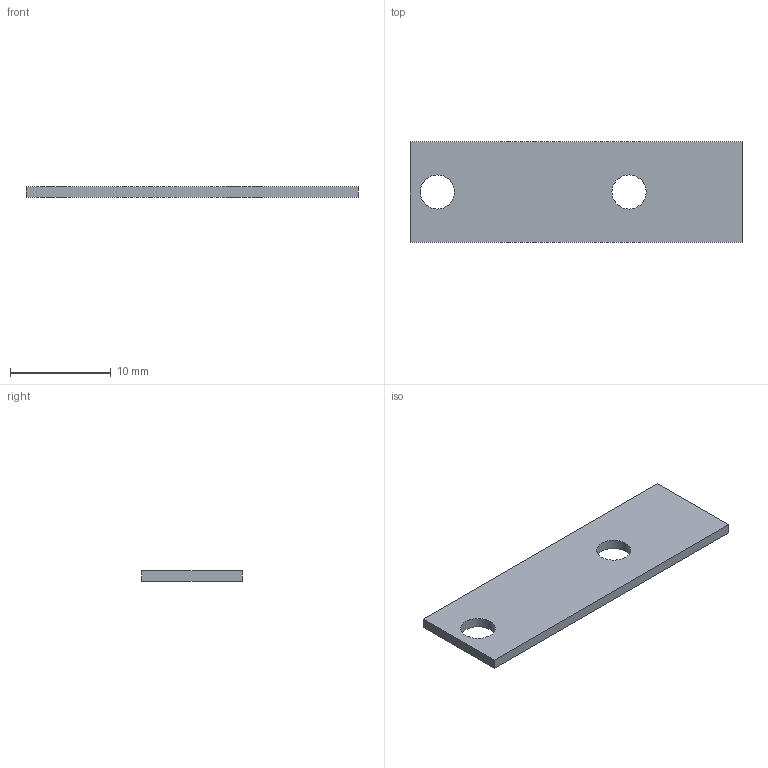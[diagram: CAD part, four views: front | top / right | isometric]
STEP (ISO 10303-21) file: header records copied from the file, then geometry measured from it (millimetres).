
FILE_DESCRIPTION((''),'2;1');
FILE_NAME('PCB_ENDSTOP_OPTO_TCST2103','2023-02-15T17:17:45',('matteo.grassi'),(''),'CREO PARAMETRIC BY PTC INC, 2018020','CREO PARAMETRIC BY PTC INC, 2018020','');
FILE_SCHEMA(('AUTOMOTIVE_DESIGN { 1 0 10303 214 1 1 1 1 }'));
Length unit declared in the file: millimetre
Products named in the file (1): PCB_ENDSTOP_OPTO_TCST2103
Bounding box: 33 x 10 x 1 mm (x, y, z)
Volume: 311.8 mm3; surface area: 731 mm2
Topology: 1 solids, 1 shells, 10 faces, 24 edges, 16 vertices
Faces by surface type: plane 6, cylinder 4
Entity records: 545 total; most frequent: COLOUR_RGB 106, DIRECTION 54, CARTESIAN_POINT 53, ORIENTED_EDGE 48, PRESENTATION_STYLE_ASSIGNMENT 25, STYLED_ITEM 25, CURVE_STYLE 24, EDGE_CURVE 24
